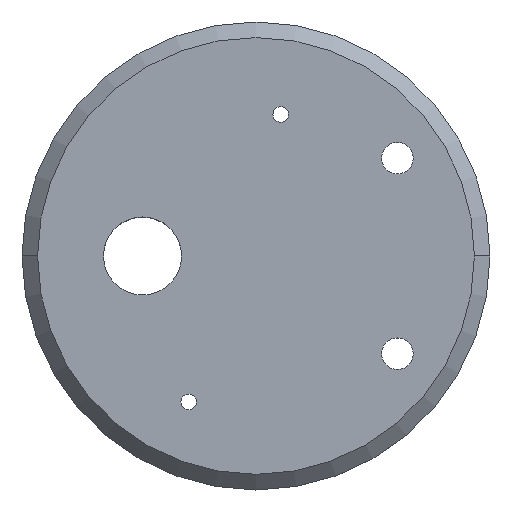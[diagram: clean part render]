
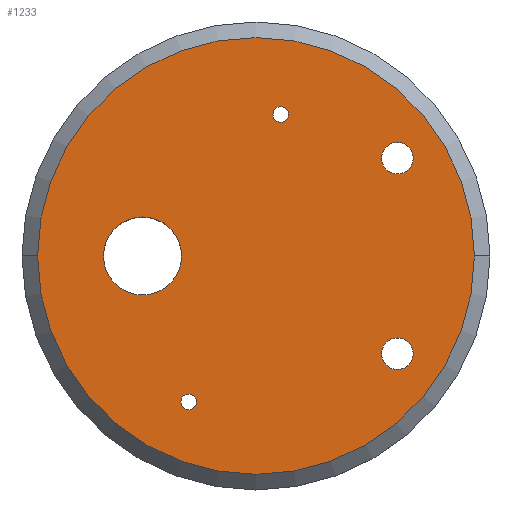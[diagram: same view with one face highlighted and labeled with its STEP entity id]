
A CAD part, top view. The second image highlights one B-rep face of the part: STEP entity #1233.
In plain terms, the highlighted planar face has unit normal (0, 0, 1).
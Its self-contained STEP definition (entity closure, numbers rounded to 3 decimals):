
#9 = AXIS2_PLACEMENT_3D ( 'NONE', #2968, #1232, #3255 ) ;
#34 = DIRECTION ( 'NONE',  ( 1., 0., 0. ) ) ;
#112 = ORIENTED_EDGE ( 'NONE', *, *, #1097, .F. ) ;
#124 = CARTESIAN_POINT ( 'NONE',  ( -15.255, -37.437, 50. ) ) ;
#142 = VERTEX_POINT ( 'NONE', #757 ) ;
#181 = VERTEX_POINT ( 'NONE', #1543 ) ;
#240 = DIRECTION ( 'NONE',  ( 0., 0., 1. ) ) ;
#244 = EDGE_CURVE ( 'NONE', #790, #2643, #1806, .T. ) ;
#260 = VERTEX_POINT ( 'NONE', #389 ) ;
#287 = EDGE_CURVE ( 'NONE', #2597, #181, #404, .T. ) ;
#334 = CARTESIAN_POINT ( 'NONE',  ( 8.336, 36.314, 50. ) ) ;
#354 = ORIENTED_EDGE ( 'NONE', *, *, #2757, .F. ) ;
#359 = CARTESIAN_POINT ( 'NONE',  ( 6.336, 36.314, 50. ) ) ;
#381 = ORIENTED_EDGE ( 'NONE', *, *, #620, .F. ) ;
#389 = CARTESIAN_POINT ( 'NONE',  ( 32.201, -25.086, 50. ) ) ;
#396 = EDGE_LOOP ( 'NONE', ( #2301, #112 ) ) ;
#404 = CIRCLE ( 'NONE', #1486, 4.05 ) ;
#579 = CARTESIAN_POINT ( 'NONE',  ( 0., 0., 50. ) ) ;
#587 = CARTESIAN_POINT ( 'NONE',  ( 6.336, 36.314, 50. ) ) ;
#620 = EDGE_CURVE ( 'NONE', #3139, #2133, #1121, .T. ) ;
#634 = CARTESIAN_POINT ( 'NONE',  ( 0., 0., 50. ) ) ;
#666 = DIRECTION ( 'NONE',  ( 1., 0., 0. ) ) ;
#668 = DIRECTION ( 'NONE',  ( 1., 0., 0. ) ) ;
#712 = CIRCLE ( 'NONE', #1381, 10. ) ;
#757 = CARTESIAN_POINT ( 'NONE',  ( -56., 0., 50. ) ) ;
#790 = VERTEX_POINT ( 'NONE', #124 ) ;
#808 = DIRECTION ( 'NONE',  ( 0., 0., 1. ) ) ;
#885 = DIRECTION ( 'NONE',  ( 1., 0., 0. ) ) ;
#895 = DIRECTION ( 'NONE',  ( 1., 0., 0. ) ) ;
#899 = ORIENTED_EDGE ( 'NONE', *, *, #2708, .T. ) ;
#924 = AXIS2_PLACEMENT_3D ( 'NONE', #579, #2582, #885 ) ;
#937 = ORIENTED_EDGE ( 'NONE', *, *, #287, .F. ) ;
#938 = DIRECTION ( 'NONE',  ( 0., 0., 1. ) ) ;
#953 = CIRCLE ( 'NONE', #9, 2. ) ;
#967 = CARTESIAN_POINT ( 'NONE',  ( 36.251, 25.086, 50. ) ) ;
#1008 = DIRECTION ( 'NONE',  ( 0., 0., 1. ) ) ;
#1012 = CARTESIAN_POINT ( 'NONE',  ( 4.336, 36.314, 50. ) ) ;
#1014 = FACE_BOUND ( 'NONE', #3409, .T. ) ;
#1039 = CARTESIAN_POINT ( 'NONE',  ( 0., 0., 50. ) ) ;
#1052 = AXIS2_PLACEMENT_3D ( 'NONE', #359, #2369, #666 ) ;
#1097 = EDGE_CURVE ( 'NONE', #260, #1993, #3429, .T. ) ;
#1104 = ORIENTED_EDGE ( 'NONE', *, *, #1733, .F. ) ;
#1107 = DIRECTION ( 'NONE',  ( 0., 0., 1. ) ) ;
#1121 = CIRCLE ( 'NONE', #2700, 10. ) ;
#1149 = FACE_BOUND ( 'NONE', #3645, .T. ) ;
#1232 = DIRECTION ( 'NONE',  ( 0., 0., 1. ) ) ;
#1233 = ADVANCED_FACE ( 'NONE', ( #1149, #1014, #2852, #2167, #2581, #1255 ), #2331, .T. ) ;
#1255 = FACE_OUTER_BOUND ( 'NONE', #1262, .T. ) ;
#1262 = EDGE_LOOP ( 'NONE', ( #2485, #899 ) ) ;
#1296 = DIRECTION ( 'NONE',  ( 1., 0., 0. ) ) ;
#1302 = AXIS2_PLACEMENT_3D ( 'NONE', #2838, #1107, #3124 ) ;
#1354 = AXIS2_PLACEMENT_3D ( 'NONE', #1938, #240, #2245 ) ;
#1381 = AXIS2_PLACEMENT_3D ( 'NONE', #3479, #1734, #34 ) ;
#1486 = AXIS2_PLACEMENT_3D ( 'NONE', #967, #2669, #668 ) ;
#1498 = AXIS2_PLACEMENT_3D ( 'NONE', #1039, #3045, #1296 ) ;
#1512 = DIRECTION ( 'NONE',  ( 0., 0., 1. ) ) ;
#1543 = CARTESIAN_POINT ( 'NONE',  ( 32.201, 25.086, 50. ) ) ;
#1685 = CARTESIAN_POINT ( 'NONE',  ( -39.1, 0., 50. ) ) ;
#1702 = CIRCLE ( 'NONE', #1498, 56. ) ;
#1733 = EDGE_CURVE ( 'NONE', #2003, #3721, #2534, .T. ) ;
#1734 = DIRECTION ( 'NONE',  ( 0., 0., 1. ) ) ;
#1806 = CIRCLE ( 'NONE', #3615, 2. ) ;
#1938 = CARTESIAN_POINT ( 'NONE',  ( 36.251, -25.086, 50. ) ) ;
#1993 = VERTEX_POINT ( 'NONE', #2116 ) ;
#2003 = VERTEX_POINT ( 'NONE', #1012 ) ;
#2006 = CIRCLE ( 'NONE', #1052, 2. ) ;
#2028 = EDGE_CURVE ( 'NONE', #142, #2030, #1702, .T. ) ;
#2030 = VERTEX_POINT ( 'NONE', #3328 ) ;
#2116 = CARTESIAN_POINT ( 'NONE',  ( 40.301, -25.086, 50. ) ) ;
#2133 = VERTEX_POINT ( 'NONE', #1685 ) ;
#2167 = FACE_BOUND ( 'NONE', #2728, .T. ) ;
#2184 = ORIENTED_EDGE ( 'NONE', *, *, #244, .F. ) ;
#2245 = DIRECTION ( 'NONE',  ( -1., 0., 0. ) ) ;
#2252 = CARTESIAN_POINT ( 'NONE',  ( -19.1, 0., 50. ) ) ;
#2254 = EDGE_CURVE ( 'NONE', #2133, #3139, #712, .T. ) ;
#2271 = EDGE_LOOP ( 'NONE', ( #381, #3270 ) ) ;
#2293 = EDGE_CURVE ( 'NONE', #3721, #2003, #2006, .T. ) ;
#2301 = ORIENTED_EDGE ( 'NONE', *, *, #3510, .F. ) ;
#2331 = PLANE ( 'NONE',  #2763 ) ;
#2369 = DIRECTION ( 'NONE',  ( 0., 0., 1. ) ) ;
#2485 = ORIENTED_EDGE ( 'NONE', *, *, #2028, .T. ) ;
#2500 = CARTESIAN_POINT ( 'NONE',  ( 40.301, 25.086, 50. ) ) ;
#2508 = CARTESIAN_POINT ( 'NONE',  ( 36.251, 25.086, 50. ) ) ;
#2534 = CIRCLE ( 'NONE', #2604, 2. ) ;
#2568 = ORIENTED_EDGE ( 'NONE', *, *, #2293, .F. ) ;
#2581 = FACE_BOUND ( 'NONE', #2271, .T. ) ;
#2582 = DIRECTION ( 'NONE',  ( 0., 0., 1. ) ) ;
#2590 = CIRCLE ( 'NONE', #2938, 4.05 ) ;
#2592 = DIRECTION ( 'NONE',  ( 0., 0., 1. ) ) ;
#2597 = VERTEX_POINT ( 'NONE', #2500 ) ;
#2604 = AXIS2_PLACEMENT_3D ( 'NONE', #587, #2592, #895 ) ;
#2643 = VERTEX_POINT ( 'NONE', #2833 ) ;
#2669 = DIRECTION ( 'NONE',  ( 0., 0., 1. ) ) ;
#2700 = AXIS2_PLACEMENT_3D ( 'NONE', #3016, #1008, #2717 ) ;
#2708 = EDGE_CURVE ( 'NONE', #2030, #142, #3352, .T. ) ;
#2710 = ORIENTED_EDGE ( 'NONE', *, *, #3030, .F. ) ;
#2717 = DIRECTION ( 'NONE',  ( 1., 0., 0. ) ) ;
#2728 = EDGE_LOOP ( 'NONE', ( #937, #2710 ) ) ;
#2757 = EDGE_CURVE ( 'NONE', #2643, #790, #953, .T. ) ;
#2763 = AXIS2_PLACEMENT_3D ( 'NONE', #634, #938, #2934 ) ;
#2808 = DIRECTION ( 'NONE',  ( 1., 0., 0. ) ) ;
#2833 = CARTESIAN_POINT ( 'NONE',  ( -19.255, -37.437, 50. ) ) ;
#2838 = CARTESIAN_POINT ( 'NONE',  ( 36.251, -25.086, 50. ) ) ;
#2852 = FACE_BOUND ( 'NONE', #396, .T. ) ;
#2934 = DIRECTION ( 'NONE',  ( 1., 0., 0. ) ) ;
#2938 = AXIS2_PLACEMENT_3D ( 'NONE', #2508, #808, #2808 ) ;
#2968 = CARTESIAN_POINT ( 'NONE',  ( -17.255, -37.437, 50. ) ) ;
#3016 = CARTESIAN_POINT ( 'NONE',  ( -29.1, 0., 50. ) ) ;
#3030 = EDGE_CURVE ( 'NONE', #181, #2597, #2590, .T. ) ;
#3045 = DIRECTION ( 'NONE',  ( 0., 0., 1. ) ) ;
#3047 = CIRCLE ( 'NONE', #1302, 4.05 ) ;
#3124 = DIRECTION ( 'NONE',  ( -1., 0., 0. ) ) ;
#3139 = VERTEX_POINT ( 'NONE', #2252 ) ;
#3255 = DIRECTION ( 'NONE',  ( 1., 0., 0. ) ) ;
#3262 = DIRECTION ( 'NONE',  ( 1., 0., 0. ) ) ;
#3270 = ORIENTED_EDGE ( 'NONE', *, *, #2254, .F. ) ;
#3328 = CARTESIAN_POINT ( 'NONE',  ( 56., 0., 50. ) ) ;
#3352 = CIRCLE ( 'NONE', #924, 56. ) ;
#3409 = EDGE_LOOP ( 'NONE', ( #2568, #1104 ) ) ;
#3429 = CIRCLE ( 'NONE', #1354, 4.05 ) ;
#3479 = CARTESIAN_POINT ( 'NONE',  ( -29.1, 0., 50. ) ) ;
#3510 = EDGE_CURVE ( 'NONE', #1993, #260, #3047, .T. ) ;
#3526 = CARTESIAN_POINT ( 'NONE',  ( -17.255, -37.437, 50. ) ) ;
#3615 = AXIS2_PLACEMENT_3D ( 'NONE', #3526, #1512, #3262 ) ;
#3645 = EDGE_LOOP ( 'NONE', ( #2184, #354 ) ) ;
#3721 = VERTEX_POINT ( 'NONE', #334 ) ;
